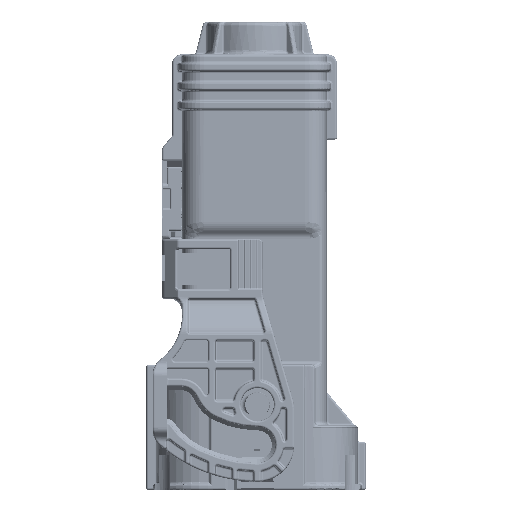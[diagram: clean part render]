
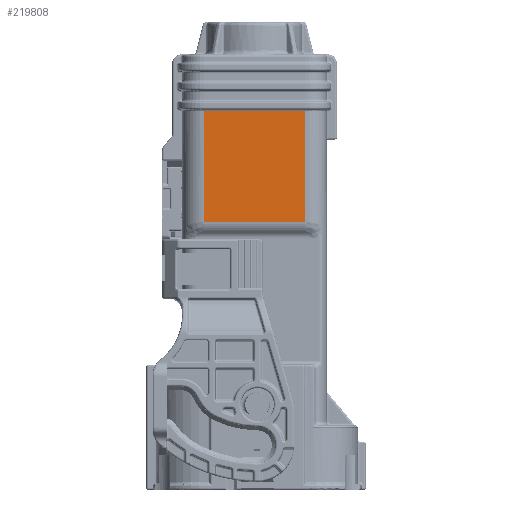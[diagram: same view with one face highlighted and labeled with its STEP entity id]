
A CAD part, left-side view. The second image highlights one B-rep face of the part: STEP entity #219808.
In plain terms, the highlighted planar face has unit normal (-1, 0, 0).
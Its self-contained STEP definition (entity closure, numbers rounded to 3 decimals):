
#118 = LINE ( 'NONE', #203349, #188269 ) ;
#6573 = ORIENTED_EDGE ( 'NONE', *, *, #254246, .T. ) ;
#10309 = ORIENTED_EDGE ( 'NONE', *, *, #76928, .T. ) ;
#14057 = EDGE_CURVE ( 'NONE', #87781, #80248, #117210, .T. ) ;
#23874 = DIRECTION ( 'NONE',  ( 0., 0., 1. ) ) ;
#29577 = VERTEX_POINT ( 'NONE', #279433 ) ;
#49988 = DIRECTION ( 'NONE',  ( 0., -1., 0. ) ) ;
#76928 = EDGE_CURVE ( 'NONE', #111003, #87781, #182476, .T. ) ;
#80248 = VERTEX_POINT ( 'NONE', #235074 ) ;
#84861 = PLANE ( 'NONE',  #206967 ) ;
#87781 = VERTEX_POINT ( 'NONE', #122223 ) ;
#99314 = EDGE_LOOP ( 'NONE', ( #6573, #10309, #172224, #223269 ) ) ;
#111003 = VERTEX_POINT ( 'NONE', #215026 ) ;
#111386 = DIRECTION ( 'NONE',  ( 0., 0., -1. ) ) ;
#117210 = LINE ( 'NONE', #154798, #223430 ) ;
#122223 = CARTESIAN_POINT ( 'NONE',  ( -25.006, -17.094, 110.637 ) ) ;
#131466 = CARTESIAN_POINT ( 'NONE',  ( -25.006, 8.106, 109.35 ) ) ;
#140937 = LINE ( 'NONE', #131466, #267470 ) ;
#154798 = CARTESIAN_POINT ( 'NONE',  ( -25.006, -17.094, 152.15 ) ) ;
#172224 = ORIENTED_EDGE ( 'NONE', *, *, #14057, .T. ) ;
#181588 = EDGE_CURVE ( 'NONE', #80248, #29577, #118, .T. ) ;
#182476 = LINE ( 'NONE', #183755, #261294 ) ;
#182622 = FACE_OUTER_BOUND ( 'NONE', #99314, .T. ) ;
#183755 = CARTESIAN_POINT ( 'NONE',  ( -25.006, -17.094, 110.637 ) ) ;
#188269 = VECTOR ( 'NONE', #250203, 1000. ) ;
#191958 = CARTESIAN_POINT ( 'NONE',  ( -25.006, -22.394, 109.35 ) ) ;
#203349 = CARTESIAN_POINT ( 'NONE',  ( -25.006, -22.394, 138.15 ) ) ;
#206967 = AXIS2_PLACEMENT_3D ( 'NONE', #191958, #213961, #235995 ) ;
#213961 = DIRECTION ( 'NONE',  ( -1., 0., 0. ) ) ;
#215026 = CARTESIAN_POINT ( 'NONE',  ( -25.006, 8.106, 110.637 ) ) ;
#219808 = ADVANCED_FACE ( 'NONE', ( #182622 ), #84861, .T. ) ;
#223269 = ORIENTED_EDGE ( 'NONE', *, *, #181588, .T. ) ;
#223430 = VECTOR ( 'NONE', #23874, 1000. ) ;
#235074 = CARTESIAN_POINT ( 'NONE',  ( -25.006, -17.094, 138.15 ) ) ;
#235995 = DIRECTION ( 'NONE',  ( 0., 0., 1. ) ) ;
#250203 = DIRECTION ( 'NONE',  ( 0., 1., 0. ) ) ;
#254246 = EDGE_CURVE ( 'NONE', #29577, #111003, #140937, .T. ) ;
#261294 = VECTOR ( 'NONE', #49988, 1000. ) ;
#267470 = VECTOR ( 'NONE', #111386, 1000. ) ;
#279433 = CARTESIAN_POINT ( 'NONE',  ( -25.006, 8.106, 138.15 ) ) ;
